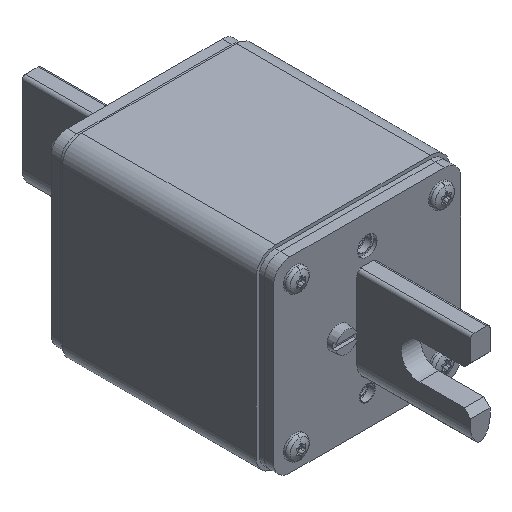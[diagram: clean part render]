
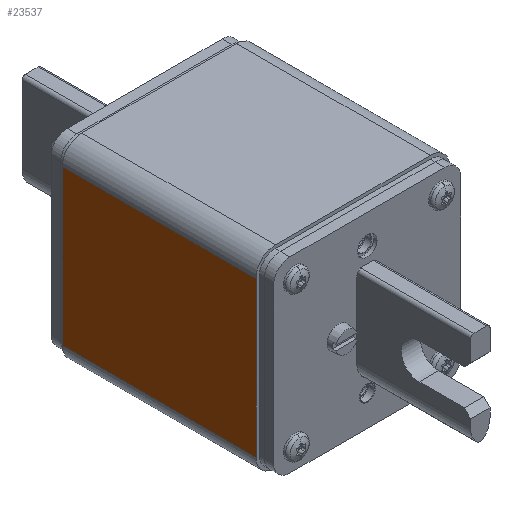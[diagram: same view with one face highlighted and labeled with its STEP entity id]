
A CAD part, isometric view. The second image highlights one B-rep face of the part: STEP entity #23537.
In plain terms, the highlighted face is planar.
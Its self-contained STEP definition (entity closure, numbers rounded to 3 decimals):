
#21954=DIRECTION('',(0.,0.,1.));
#21955=VECTOR('',#21954,60.);
#21956=CARTESIAN_POINT('',(24.,-30.,-30.));
#21957=LINE('',#21956,#21955);
#21968=DIRECTION('',(-1.,0.,0.));
#21969=VECTOR('',#21968,48.);
#21970=CARTESIAN_POINT('',(24.,-30.,-30.));
#21971=LINE('',#21970,#21969);
#21982=DIRECTION('',(0.,0.,-1.));
#21983=VECTOR('',#21982,60.);
#21984=CARTESIAN_POINT('',(-24.,-30.,30.));
#21985=LINE('',#21984,#21983);
#22335=DIRECTION('',(-1.,0.,0.));
#22336=VECTOR('',#22335,48.);
#22337=CARTESIAN_POINT('',(24.,-30.,30.));
#22338=LINE('',#22337,#22336);
#23223=CARTESIAN_POINT('',(-24.,-30.,-30.));
#23224=VERTEX_POINT('',#23223);
#23225=CARTESIAN_POINT('',(24.,-30.,-30.));
#23226=VERTEX_POINT('',#23225);
#23235=CARTESIAN_POINT('',(24.,-30.,30.));
#23236=VERTEX_POINT('',#23235);
#23237=CARTESIAN_POINT('',(-24.,-30.,30.));
#23238=VERTEX_POINT('',#23237);
#23524=CARTESIAN_POINT('',(-30.,-30.,-30.));
#23525=DIRECTION('',(0.,-1.,0.));
#23526=DIRECTION('',(1.,0.,0.));
#23527=AXIS2_PLACEMENT_3D('',#23524,#23525,#23526);
#23528=PLANE('',#23527);
#23529=ORIENTED_EDGE('',*,*,#23516,.F.);
#23530=ORIENTED_EDGE('',*,*,#23472,.T.);
#23532=ORIENTED_EDGE('',*,*,#23531,.F.);
#23534=ORIENTED_EDGE('',*,*,#23533,.F.);
#23535=EDGE_LOOP('',(#23529,#23530,#23532,#23534));
#23536=FACE_OUTER_BOUND('',#23535,.F.);
#23472=EDGE_CURVE('',#23226,#23224,#21971,.T.);
#23516=EDGE_CURVE('',#23226,#23236,#21957,.T.);
#23531=EDGE_CURVE('',#23238,#23224,#21985,.T.);
#23533=EDGE_CURVE('',#23236,#23238,#22338,.T.);
#23537=ADVANCED_FACE('',(#23536),#23528,.T.);
